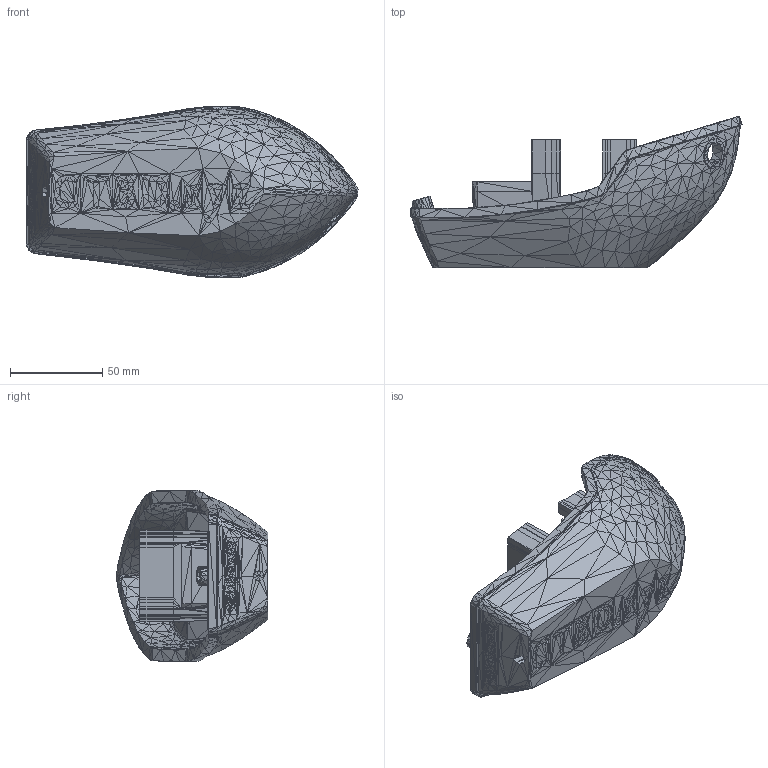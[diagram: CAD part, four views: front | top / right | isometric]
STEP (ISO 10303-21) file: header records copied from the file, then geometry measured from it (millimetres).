
FILE_DESCRIPTION(/* description */ (''),/* implementation_level */ '2;1');
FILE_NAME(/* name */ '3DBosey_Bottom_Hull.step',/* time_stamp */ '2017-07-10T11:20:30-05:00',/* author */ (''),/* organization */ (''),/* preprocessor_version */ 'ST-DEVELOPER v16.13',/* originating_system */ 'Autodesk Translation Framework v6.1.1.50',/* authorisation */ '');
FILE_SCHEMA (('AUTOMOTIVE_DESIGN { 1 0 10303 214 3 1 1 }'));
Products named in the file (1): 3DBosey_bottom_hull v1
Bounding box: 179.72 x 82.02 x 92.78 mm (x, y, z)
Volume: 349170.3 mm3; surface area: 60993.3 mm2
Topology: 1 solids, 1 shells, 2942 faces, 4526 edges, 1586 vertices
Faces by surface type: plane 2938, cylinder 4
Full cylindrical faces by diameter (mm): 3.1 x4
Entity records: 58423 total; most frequent: DIRECTION 10416, CARTESIAN_POINT 9051, ORIENTED_EDGE 9044, EDGE_CURVE 4522, LINE 4514, VECTOR 4514, AXIS2_PLACEMENT_3D 2951, EDGE_LOOP 2950
